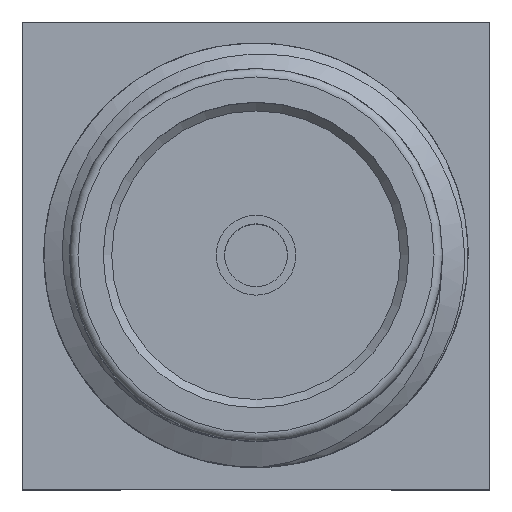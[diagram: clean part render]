
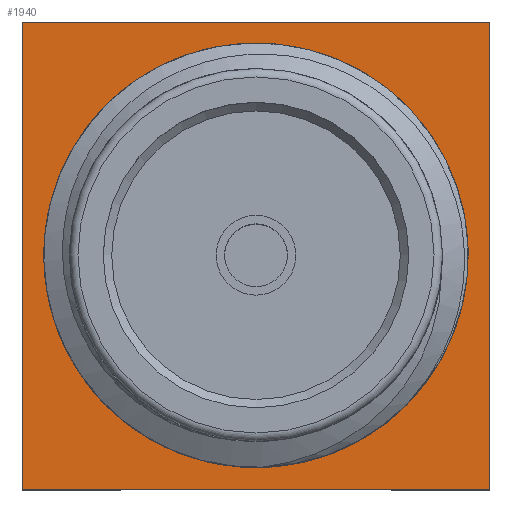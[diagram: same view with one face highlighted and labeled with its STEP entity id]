
A CAD part, top view. The second image highlights one B-rep face of the part: STEP entity #1940.
In plain terms, the highlighted planar face has unit normal (0, 0, 1).
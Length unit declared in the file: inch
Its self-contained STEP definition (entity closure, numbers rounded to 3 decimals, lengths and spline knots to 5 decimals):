
#47 = VECTOR ( 'NONE', #587, 39.37008 ) ;
#247 = CARTESIAN_POINT ( 'NONE',  ( 0., 0., 0.072 ) ) ;
#265 = CARTESIAN_POINT ( 'NONE',  ( 0.1378, 0.1378, 0.072 ) ) ;
#275 = DIRECTION ( 'NONE',  ( 0., 1., 0. ) ) ;
#296 = LINE ( 'NONE', #776, #1277 ) ;
#517 = LINE ( 'NONE', #2551, #2290 ) ;
#568 = DIRECTION ( 'NONE',  ( 0., 0., 1. ) ) ;
#586 = LINE ( 'NONE', #1438, #47 ) ;
#587 = DIRECTION ( 'NONE',  ( 1., 0., 0. ) ) ;
#630 = EDGE_CURVE ( 'NONE', #2655, #915, #586, .T. ) ;
#776 = CARTESIAN_POINT ( 'NONE',  ( -0.1378, -0.1378, 0.072 ) ) ;
#825 = VERTEX_POINT ( 'NONE', #265 ) ;
#860 = PLANE ( 'NONE',  #1491 ) ;
#876 = DIRECTION ( 'NONE',  ( -1., 0., 0. ) ) ;
#915 = VERTEX_POINT ( 'NONE', #2283 ) ;
#923 = ORIENTED_EDGE ( 'NONE', *, *, #2035, .T. ) ;
#952 = CARTESIAN_POINT ( 'NONE',  ( -0.1378, 0.1378, 0.072 ) ) ;
#992 = EDGE_LOOP ( 'NONE', ( #2093 ) ) ;
#1009 = CARTESIAN_POINT ( 'NONE',  ( 0.1225, 0., 0.072 ) ) ;
#1010 = DIRECTION ( 'NONE',  ( 0., -1., 0. ) ) ;
#1213 = DIRECTION ( 'NONE',  ( -1., 0., 0. ) ) ;
#1248 = ORIENTED_EDGE ( 'NONE', *, *, #1286, .T. ) ;
#1277 = VECTOR ( 'NONE', #1010, 39.37008 ) ;
#1286 = EDGE_CURVE ( 'NONE', #2366, #2655, #296, .T. ) ;
#1320 = AXIS2_PLACEMENT_3D ( 'NONE', #1393, #568, #2249 ) ;
#1344 = EDGE_LOOP ( 'NONE', ( #923, #2593, #1248, #1479 ) ) ;
#1393 = CARTESIAN_POINT ( 'NONE',  ( 0., 0., 0.072 ) ) ;
#1438 = CARTESIAN_POINT ( 'NONE',  ( -0.1378, -0.1378, 0.072 ) ) ;
#1479 = ORIENTED_EDGE ( 'NONE', *, *, #630, .T. ) ;
#1491 = AXIS2_PLACEMENT_3D ( 'NONE', #247, #2143, #876 ) ;
#1630 = EDGE_CURVE ( 'NONE', #825, #2366, #1667, .T. ) ;
#1667 = LINE ( 'NONE', #2268, #2425 ) ;
#1940 = ADVANCED_FACE ( 'NONE', ( #1954, #2482 ), #860, .F. ) ;
#1954 = FACE_BOUND ( 'NONE', #992, .T. ) ;
#2035 = EDGE_CURVE ( 'NONE', #915, #825, #517, .T. ) ;
#2038 = CARTESIAN_POINT ( 'NONE',  ( -0.1378, -0.1378, 0.072 ) ) ;
#2093 = ORIENTED_EDGE ( 'NONE', *, *, #2335, .F. ) ;
#2143 = DIRECTION ( 'NONE',  ( 0., 0., -1. ) ) ;
#2249 = DIRECTION ( 'NONE',  ( 1., 0., 0. ) ) ;
#2268 = CARTESIAN_POINT ( 'NONE',  ( -0.1378, 0.1378, 0.072 ) ) ;
#2283 = CARTESIAN_POINT ( 'NONE',  ( 0.1378, -0.1378, 0.072 ) ) ;
#2290 = VECTOR ( 'NONE', #275, 39.37008 ) ;
#2335 = EDGE_CURVE ( 'NONE', #2609, #2609, #2546, .T. ) ;
#2366 = VERTEX_POINT ( 'NONE', #952 ) ;
#2425 = VECTOR ( 'NONE', #1213, 39.37008 ) ;
#2482 = FACE_OUTER_BOUND ( 'NONE', #1344, .T. ) ;
#2546 = CIRCLE ( 'NONE', #1320, 0.1225 ) ;
#2551 = CARTESIAN_POINT ( 'NONE',  ( 0.1378, -0.1378, 0.072 ) ) ;
#2593 = ORIENTED_EDGE ( 'NONE', *, *, #1630, .T. ) ;
#2609 = VERTEX_POINT ( 'NONE', #1009 ) ;
#2655 = VERTEX_POINT ( 'NONE', #2038 ) ;
